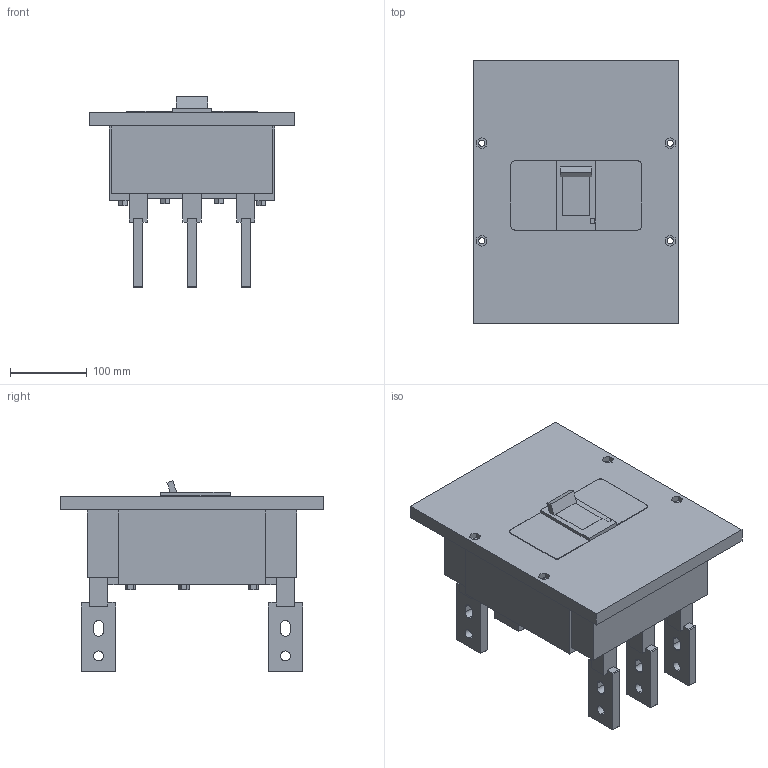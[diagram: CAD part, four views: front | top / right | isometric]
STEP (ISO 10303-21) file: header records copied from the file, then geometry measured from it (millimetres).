
FILE_DESCRIPTION(('CoCreate Modeling STEP Export'),'2;1');
FILE_NAME('Ｓ１０００ＣＥ３Ｐ.stp','2014-03-31T 8:09:31',(''),(''),'CoCreate Modeling STEP processor for AP214 (Solid Model)','CoCreate Modeling 17.0 01-Apr-2010 (C) Parametric Technology GmbH','');
FILE_SCHEMA(('AUTOMOTIVE_DESIGN { 1 0 10303 214 1 1 1 1 }'));
Length unit declared in the file: millimetre
Products named in the file (3): P1; P2; Ｓ１０００ＣＥ３Ｐ
Assembly tree (2 placements, depth 2):
  Ｓ１０００ＣＥ３Ｐ
    P2
    P1
Bounding box: 268 x 343 x 248.18 mm (x, y, z)
Volume: 7566959 mm3; surface area: 554909.4 mm2
Topology: 2 solids, 2 shells, 334 faces, 912 edges, 608 vertices
Faces by surface type: plane 262, cylinder 72
Entity records: 11786 total; most frequent: ORIENTED_EDGE 1824, CARTESIAN_POINT 1761, DIRECTION 1553, EDGE_CURVE 912, VECTOR 753, LINE 753, VERTEX_POINT 608, AXIS2_PLACEMENT_3D 400
